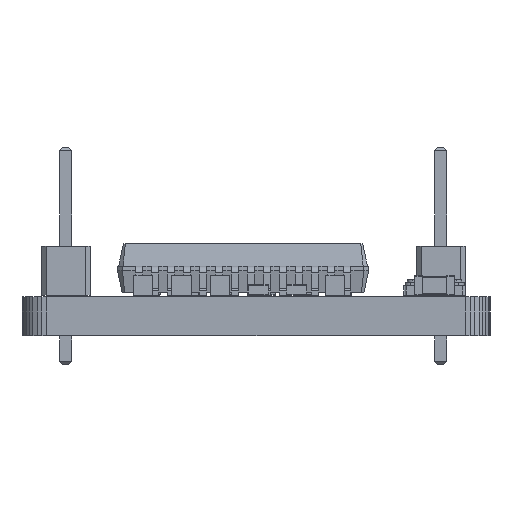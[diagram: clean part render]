
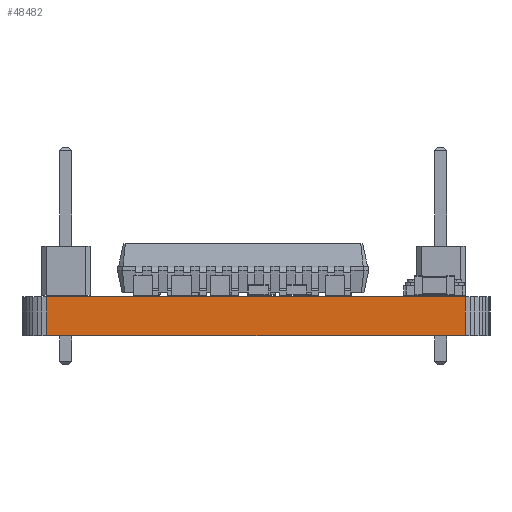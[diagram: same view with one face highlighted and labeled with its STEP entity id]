
A CAD part, left-side view. The second image highlights one B-rep face of the part: STEP entity #48482.
In plain terms, the highlighted planar face has unit normal (-1, 0, 0).
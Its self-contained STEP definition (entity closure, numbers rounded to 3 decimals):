
#45318 = PLANE('',#45319);
#45319 = AXIS2_PLACEMENT_3D('',#45320,#45321,#45322);
#45320 = CARTESIAN_POINT('',(0.,0.,1.58)
  );
#45321 = DIRECTION('',(-0.,-0.,-1.));
#45322 = DIRECTION('',(-1.,0.,0.));
#45372 = PLANE('',#45373);
#45373 = AXIS2_PLACEMENT_3D('',#45374,#45375,#45376);
#45374 = CARTESIAN_POINT('',(0.,0.,0.));
#45375 = DIRECTION('',(-0.,-0.,-1.));
#45376 = DIRECTION('',(-1.,0.,0.));
#46153 = VERTEX_POINT('',#46154);
#46154 = CARTESIAN_POINT('',(-10.,-8.5,0.));
#46168 = PLANE('',#46169);
#46169 = AXIS2_PLACEMENT_3D('',#46170,#46171,#46172);
#46170 = CARTESIAN_POINT('',(-9.981,-8.695,0.));
#46171 = DIRECTION('',(-0.995,-0.098,0.));
#46172 = DIRECTION('',(-0.098,0.995,0.));
#46180 = EDGE_CURVE('',#46153,#46181,#46183,.T.);
#46181 = VERTEX_POINT('',#46182);
#46182 = CARTESIAN_POINT('',(-10.,8.5,0.));
#46183 = SURFACE_CURVE('',#46184,(#46188,#46195),.PCURVE_S1.);
#46184 = LINE('',#46185,#46186);
#46185 = CARTESIAN_POINT('',(-10.,-8.5,0.));
#46186 = VECTOR('',#46187,1.);
#46187 = DIRECTION('',(0.,1.,0.));
#46188 = PCURVE('',#45372,#46189);
#46189 = DEFINITIONAL_REPRESENTATION('',(#46190),#46194);
#46190 = LINE('',#46191,#46192);
#46191 = CARTESIAN_POINT('',(10.,-8.5));
#46192 = VECTOR('',#46193,1.);
#46193 = DIRECTION('',(0.,1.));
#46194 = ( GEOMETRIC_REPRESENTATION_CONTEXT(2) 
PARAMETRIC_REPRESENTATION_CONTEXT() REPRESENTATION_CONTEXT('2D SPACE',''
  ) );
#46195 = PCURVE('',#46196,#46201);
#46196 = PLANE('',#46197);
#46197 = AXIS2_PLACEMENT_3D('',#46198,#46199,#46200);
#46198 = CARTESIAN_POINT('',(-10.,-8.5,0.));
#46199 = DIRECTION('',(-1.,0.,0.));
#46200 = DIRECTION('',(0.,1.,0.));
#46201 = DEFINITIONAL_REPRESENTATION('',(#46202),#46206);
#46202 = LINE('',#46203,#46204);
#46203 = CARTESIAN_POINT('',(0.,0.));
#46204 = VECTOR('',#46205,1.);
#46205 = DIRECTION('',(1.,0.));
#46206 = ( GEOMETRIC_REPRESENTATION_CONTEXT(2) 
PARAMETRIC_REPRESENTATION_CONTEXT() REPRESENTATION_CONTEXT('2D SPACE',''
  ) );
#46224 = PLANE('',#46225);
#46225 = AXIS2_PLACEMENT_3D('',#46226,#46227,#46228);
#46226 = CARTESIAN_POINT('',(-10.,8.5,0.));
#46227 = DIRECTION('',(-0.995,0.098,0.));
#46228 = DIRECTION('',(0.098,0.995,0.));
#47386 = VERTEX_POINT('',#47387);
#47387 = CARTESIAN_POINT('',(-10.,-8.5,1.58));
#47408 = EDGE_CURVE('',#47386,#47409,#47411,.T.);
#47409 = VERTEX_POINT('',#47410);
#47410 = CARTESIAN_POINT('',(-10.,8.5,1.58));
#47411 = SURFACE_CURVE('',#47412,(#47416,#47423),.PCURVE_S1.);
#47412 = LINE('',#47413,#47414);
#47413 = CARTESIAN_POINT('',(-10.,-8.5,1.58));
#47414 = VECTOR('',#47415,1.);
#47415 = DIRECTION('',(0.,1.,0.));
#47416 = PCURVE('',#45318,#47417);
#47417 = DEFINITIONAL_REPRESENTATION('',(#47418),#47422);
#47418 = LINE('',#47419,#47420);
#47419 = CARTESIAN_POINT('',(10.,-8.5));
#47420 = VECTOR('',#47421,1.);
#47421 = DIRECTION('',(0.,1.));
#47422 = ( GEOMETRIC_REPRESENTATION_CONTEXT(2) 
PARAMETRIC_REPRESENTATION_CONTEXT() REPRESENTATION_CONTEXT('2D SPACE',''
  ) );
#47423 = PCURVE('',#46196,#47424);
#47424 = DEFINITIONAL_REPRESENTATION('',(#47425),#47429);
#47425 = LINE('',#47426,#47427);
#47426 = CARTESIAN_POINT('',(0.,-1.58));
#47427 = VECTOR('',#47428,1.);
#47428 = DIRECTION('',(1.,0.));
#47429 = ( GEOMETRIC_REPRESENTATION_CONTEXT(2) 
PARAMETRIC_REPRESENTATION_CONTEXT() REPRESENTATION_CONTEXT('2D SPACE',''
  ) );
#48432 = EDGE_CURVE('',#46181,#47409,#48433,.T.);
#48433 = SURFACE_CURVE('',#48434,(#48438,#48445),.PCURVE_S1.);
#48434 = LINE('',#48435,#48436);
#48435 = CARTESIAN_POINT('',(-10.,8.5,0.));
#48436 = VECTOR('',#48437,1.);
#48437 = DIRECTION('',(0.,0.,1.));
#48438 = PCURVE('',#46224,#48439);
#48439 = DEFINITIONAL_REPRESENTATION('',(#48440),#48444);
#48440 = LINE('',#48441,#48442);
#48441 = CARTESIAN_POINT('',(0.,0.));
#48442 = VECTOR('',#48443,1.);
#48443 = DIRECTION('',(0.,-1.));
#48444 = ( GEOMETRIC_REPRESENTATION_CONTEXT(2) 
PARAMETRIC_REPRESENTATION_CONTEXT() REPRESENTATION_CONTEXT('2D SPACE',''
  ) );
#48445 = PCURVE('',#46196,#48446);
#48446 = DEFINITIONAL_REPRESENTATION('',(#48447),#48451);
#48447 = LINE('',#48448,#48449);
#48448 = CARTESIAN_POINT('',(17.,0.));
#48449 = VECTOR('',#48450,1.);
#48450 = DIRECTION('',(0.,-1.));
#48451 = ( GEOMETRIC_REPRESENTATION_CONTEXT(2) 
PARAMETRIC_REPRESENTATION_CONTEXT() REPRESENTATION_CONTEXT('2D SPACE',''
  ) );
#48482 = ADVANCED_FACE('',(#48483),#46196,.T.);
#48483 = FACE_BOUND('',#48484,.T.);
#48484 = EDGE_LOOP('',(#48485,#48506,#48507,#48508));
#48485 = ORIENTED_EDGE('',*,*,#48486,.T.);
#48486 = EDGE_CURVE('',#46153,#47386,#48487,.T.);
#48487 = SURFACE_CURVE('',#48488,(#48492,#48499),.PCURVE_S1.);
#48488 = LINE('',#48489,#48490);
#48489 = CARTESIAN_POINT('',(-10.,-8.5,0.));
#48490 = VECTOR('',#48491,1.);
#48491 = DIRECTION('',(0.,0.,1.));
#48492 = PCURVE('',#46196,#48493);
#48493 = DEFINITIONAL_REPRESENTATION('',(#48494),#48498);
#48494 = LINE('',#48495,#48496);
#48495 = CARTESIAN_POINT('',(0.,0.));
#48496 = VECTOR('',#48497,1.);
#48497 = DIRECTION('',(0.,-1.));
#48498 = ( GEOMETRIC_REPRESENTATION_CONTEXT(2) 
PARAMETRIC_REPRESENTATION_CONTEXT() REPRESENTATION_CONTEXT('2D SPACE',''
  ) );
#48499 = PCURVE('',#46168,#48500);
#48500 = DEFINITIONAL_REPRESENTATION('',(#48501),#48505);
#48501 = LINE('',#48502,#48503);
#48502 = CARTESIAN_POINT('',(0.196,0.));
#48503 = VECTOR('',#48504,1.);
#48504 = DIRECTION('',(0.,-1.));
#48505 = ( GEOMETRIC_REPRESENTATION_CONTEXT(2) 
PARAMETRIC_REPRESENTATION_CONTEXT() REPRESENTATION_CONTEXT('2D SPACE',''
  ) );
#48506 = ORIENTED_EDGE('',*,*,#47408,.T.);
#48507 = ORIENTED_EDGE('',*,*,#48432,.F.);
#48508 = ORIENTED_EDGE('',*,*,#46180,.F.);
